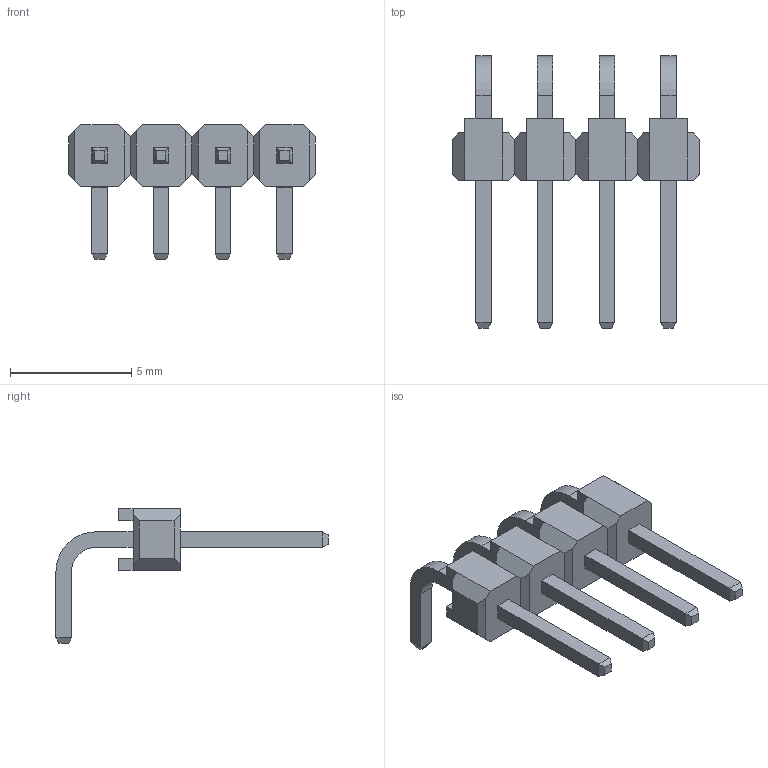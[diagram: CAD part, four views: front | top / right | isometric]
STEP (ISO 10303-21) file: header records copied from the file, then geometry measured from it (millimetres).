
FILE_DESCRIPTION(/* description */ (''),/* implementation_level */ '2;1');
FILE_NAME(/* name */ 'HARWIN M20-9960445.step',/* time_stamp */ '2022-09-20T16:35:23+01:00',/* author */ (''),/* organization */ (''),/* preprocessor_version */ 'ST-DEVELOPER v19',/* originating_system */ 'Autodesk Translation Framework v11.7.0.108',/* authorisation */ '');
FILE_SCHEMA (('AUTOMOTIVE_DESIGN { 1 0 10303 214 3 1 1 }'));
Length unit declared in the file: millimetre
Products named in the file (2): HARWIN M20-996XX45; M20-996-MOULD
Assembly tree (1 placements, depth 2):
  HARWIN M20-996XX45
    M20-996-MOULD
Bounding box: 10.16 x 11.22 x 5.54 mm (x, y, z)
Volume: 69.5 mm3; surface area: 259.6 mm2
Topology: 4 solids, 4 shells, 176 faces, 432 edges, 272 vertices
Faces by surface type: plane 168, cylinder 8
Entity records: 5180 total; most frequent: CARTESIAN_POINT 883, ORIENTED_EDGE 864, DIRECTION 806, EDGE_CURVE 432, LINE 416, VECTOR 416, VERTEX_POINT 272, AXIS2_PLACEMENT_3D 195
